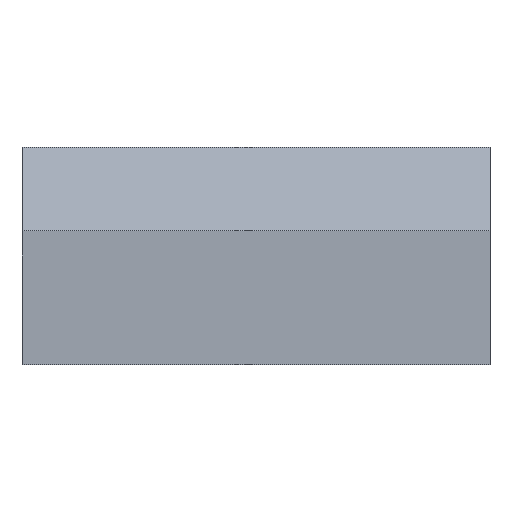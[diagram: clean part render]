
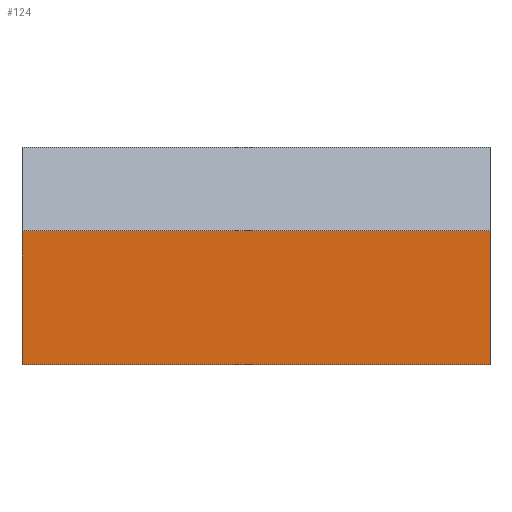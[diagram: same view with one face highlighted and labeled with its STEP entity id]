
A CAD part, top view. The second image highlights one B-rep face of the part: STEP entity #124.
In plain terms, the highlighted planar face has unit normal (0, 0, 1).
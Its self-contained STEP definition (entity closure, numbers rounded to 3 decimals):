
#18=FACE_OUTER_BOUND('',#25,.T.);
#25=EDGE_LOOP('',(#97,#98,#99,#100));
#35=LINE('',#196,#50);
#37=LINE('',#200,#52);
#39=LINE('',#204,#54);
#40=LINE('',#205,#55);
#50=VECTOR('',#161,10.);
#52=VECTOR('',#165,10.);
#54=VECTOR('',#169,10.);
#55=VECTOR('',#170,10.);
#64=VERTEX_POINT('',#193);
#65=VERTEX_POINT('',#195);
#66=VERTEX_POINT('',#199);
#67=VERTEX_POINT('',#203);
#75=EDGE_CURVE('',#65,#64,#35,.T.);
#77=EDGE_CURVE('',#66,#65,#37,.T.);
#79=EDGE_CURVE('',#64,#67,#39,.T.);
#80=EDGE_CURVE('',#67,#66,#40,.T.);
#97=ORIENTED_EDGE('',*,*,#77,.T.);
#98=ORIENTED_EDGE('',*,*,#75,.T.);
#99=ORIENTED_EDGE('',*,*,#79,.T.);
#100=ORIENTED_EDGE('',*,*,#80,.T.);
#117=PLANE('',#145);
#124=ADVANCED_FACE('',(#18),#117,.T.);
#145=AXIS2_PLACEMENT_3D('',#202,#167,#168);
#161=DIRECTION('',(0.,-1.,0.));
#165=DIRECTION('',(-1.,0.,0.));
#167=DIRECTION('center_axis',(0.,0.,1.));
#168=DIRECTION('ref_axis',(1.,0.,0.));
#169=DIRECTION('',(1.,0.,0.));
#170=DIRECTION('',(0.,1.,0.));
#193=CARTESIAN_POINT('',(0.,0.,2.));
#195=CARTESIAN_POINT('',(0.,8.,2.));
#196=CARTESIAN_POINT('',(0.,13.,2.));
#199=CARTESIAN_POINT('',(28.,8.,2.));
#200=CARTESIAN_POINT('',(7.,8.,2.));
#202=CARTESIAN_POINT('Origin',(14.,6.5,2.));
#203=CARTESIAN_POINT('',(28.,0.,2.));
#204=CARTESIAN_POINT('',(0.,0.,2.));
#205=CARTESIAN_POINT('',(28.,0.,2.));
